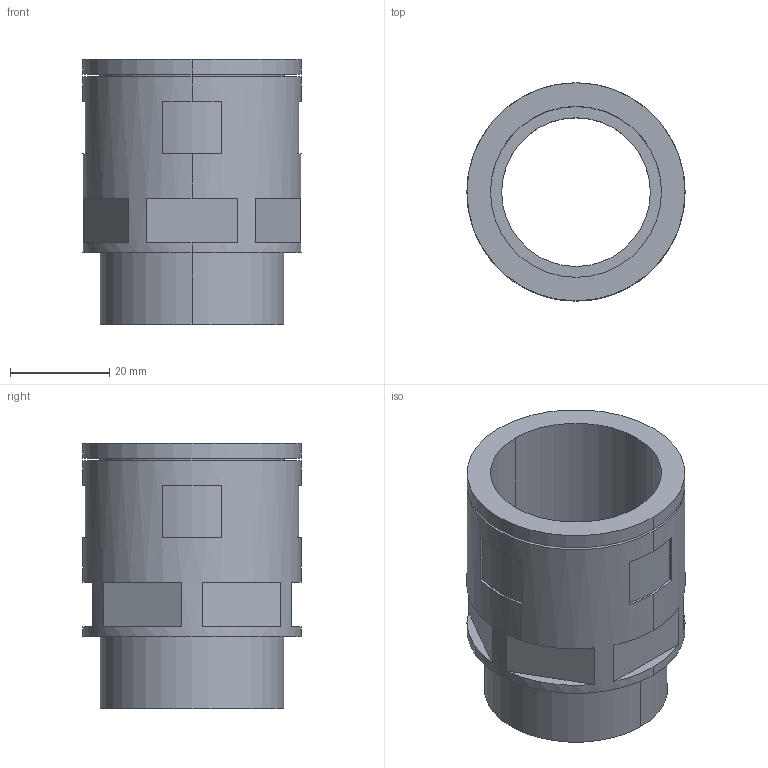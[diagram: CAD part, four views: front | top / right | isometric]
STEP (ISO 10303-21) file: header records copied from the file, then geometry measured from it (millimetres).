
FILE_DESCRIPTION(('Creo Elements/Direct Modeling STEP Export'),'2;1');
FILE_NAME('model.stp','2020-10-22T10:08:15',(''),(''),'Creo Elements/Direct Modeling STEP processor for AP214 (Solid Model)','Creo Elements/Direct Modeling 20.1A 29-Sep-2018 (C) Parametric Technology GmbH','');
FILE_SCHEMA(('AUTOMOTIVE_DESIGN { 1 0 10303 214 1 1 1 1 }'));
Length unit declared in the file: millimetre
Products named in the file (2): WP_G_HF_IP69K_PG29_BK-select
Assembly tree (1 placements, depth 2):
  WP_G_HF_IP69K_PG29_BK-select
    WP_G_HF_IP69K_PG29_BK-select
Bounding box: 44 x 44 x 53.5 mm (x, y, z)
Volume: 27632.7 mm3; surface area: 15423 mm2
Topology: 1 solids, 1 shells, 56 faces, 132 edges, 88 vertices
Faces by surface type: plane 40, cylinder 16
Entity records: 1857 total; most frequent: ORIENTED_EDGE 264, CARTESIAN_POINT 222, DIRECTION 200, EDGE_CURVE 132, VERTEX_POINT 88, EDGE_LOOP 68, VECTOR 68, LINE 68
